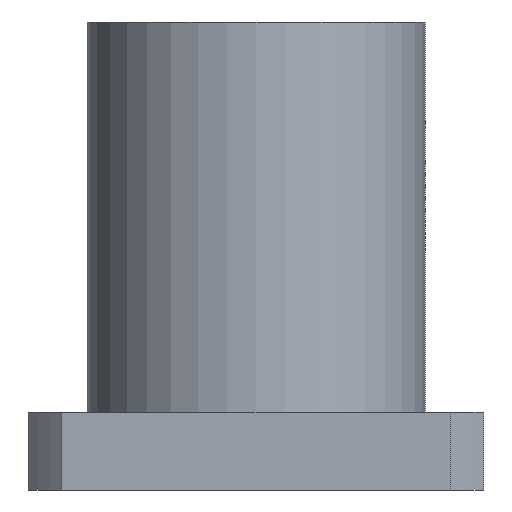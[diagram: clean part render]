
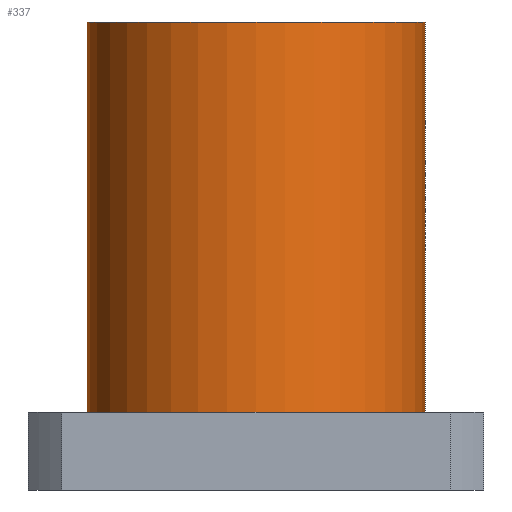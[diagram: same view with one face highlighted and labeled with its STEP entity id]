
A CAD part, front view. The second image highlights one B-rep face of the part: STEP entity #337.
In plain terms, the highlighted cylindrical face has radius 13 mm (diameter 26 mm), a partial arc.
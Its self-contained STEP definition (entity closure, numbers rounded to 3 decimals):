
#18 = DIRECTION ( 'NONE',  ( 0., 0., 1. ) ) ;
#25 = DIRECTION ( 'NONE',  ( 0., 0., 1. ) ) ;
#90 = EDGE_CURVE ( 'NONE', #363, #484, #316, .T. ) ;
#100 = AXIS2_PLACEMENT_3D ( 'NONE', #612, #681, #454 ) ;
#155 = CARTESIAN_POINT ( 'NONE',  ( 13., 0., 18. ) ) ;
#181 = EDGE_LOOP ( 'NONE', ( #547, #232, #924, #307 ) ) ;
#197 = DIRECTION ( 'NONE',  ( 0., 0., 1. ) ) ;
#202 = CYLINDRICAL_SURFACE ( 'NONE', #962, 13. ) ;
#232 = ORIENTED_EDGE ( 'NONE', *, *, #609, .T. ) ;
#243 = CIRCLE ( 'NONE', #333, 13. ) ;
#248 = CARTESIAN_POINT ( 'NONE',  ( 13., 0., -12. ) ) ;
#296 = CARTESIAN_POINT ( 'NONE',  ( -13., 0., -12. ) ) ;
#307 = ORIENTED_EDGE ( 'NONE', *, *, #90, .F. ) ;
#316 = CIRCLE ( 'NONE', #100, 13. ) ;
#333 = AXIS2_PLACEMENT_3D ( 'NONE', #1049, #1040, #541 ) ;
#337 = ADVANCED_FACE ( 'NONE', ( #1050 ), #202, .T. ) ;
#363 = VERTEX_POINT ( 'NONE', #633 ) ;
#392 = CARTESIAN_POINT ( 'NONE',  ( 0., 0., -12. ) ) ;
#396 = EDGE_CURVE ( 'NONE', #750, #363, #458, .T. ) ;
#454 = DIRECTION ( 'NONE',  ( 1., 0., 0. ) ) ;
#457 = LINE ( 'NONE', #248, #945 ) ;
#458 = LINE ( 'NONE', #806, #536 ) ;
#484 = VERTEX_POINT ( 'NONE', #155 ) ;
#536 = VECTOR ( 'NONE', #25, 1000. ) ;
#541 = DIRECTION ( 'NONE',  ( 1., 0., 0. ) ) ;
#547 = ORIENTED_EDGE ( 'NONE', *, *, #396, .F. ) ;
#560 = DIRECTION ( 'NONE',  ( 1., 0., 0. ) ) ;
#563 = CARTESIAN_POINT ( 'NONE',  ( 13., 0., -12. ) ) ;
#597 = EDGE_CURVE ( 'NONE', #657, #484, #457, .T. ) ;
#609 = EDGE_CURVE ( 'NONE', #750, #657, #243, .T. ) ;
#612 = CARTESIAN_POINT ( 'NONE',  ( 0., 0., 18. ) ) ;
#633 = CARTESIAN_POINT ( 'NONE',  ( -13., 0., 18. ) ) ;
#657 = VERTEX_POINT ( 'NONE', #563 ) ;
#681 = DIRECTION ( 'NONE',  ( 0., 0., 1. ) ) ;
#750 = VERTEX_POINT ( 'NONE', #296 ) ;
#806 = CARTESIAN_POINT ( 'NONE',  ( -13., 0., -12. ) ) ;
#924 = ORIENTED_EDGE ( 'NONE', *, *, #597, .T. ) ;
#945 = VECTOR ( 'NONE', #18, 1000. ) ;
#962 = AXIS2_PLACEMENT_3D ( 'NONE', #392, #197, #560 ) ;
#1040 = DIRECTION ( 'NONE',  ( 0., 0., 1. ) ) ;
#1049 = CARTESIAN_POINT ( 'NONE',  ( 0., 0., -12. ) ) ;
#1050 = FACE_OUTER_BOUND ( 'NONE', #181, .T. ) ;
